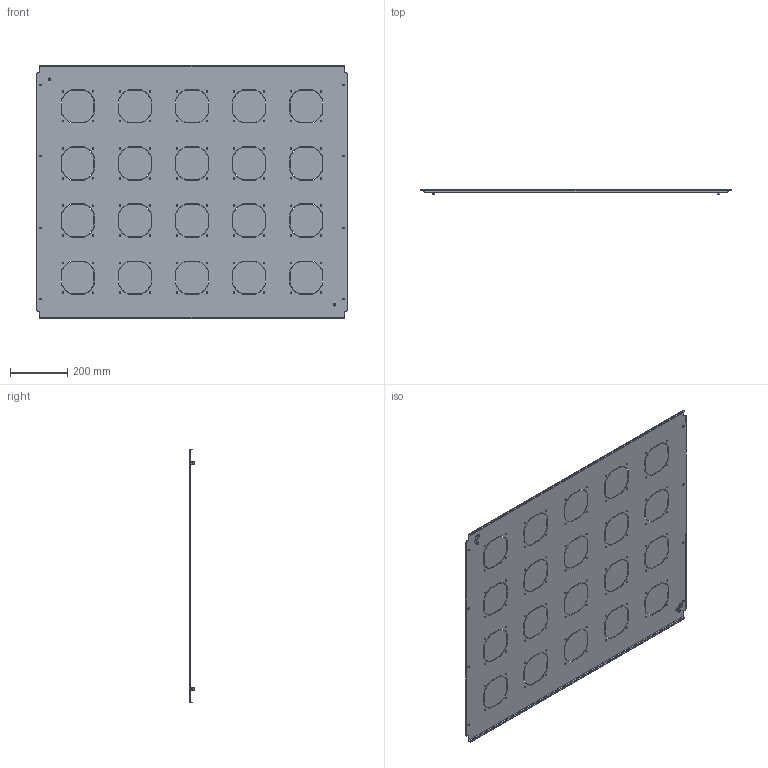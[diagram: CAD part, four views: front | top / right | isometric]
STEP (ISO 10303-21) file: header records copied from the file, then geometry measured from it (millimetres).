
FILE_DESCRIPTION (( 'STEP AP214' ), '1' );
FILE_NAME ('983.210.STEP', '2025-02-11T12:16:58', ( '' ), ( '' ), 'SwSTEP 2.0', 'SolidWorks 2021', '' );
FILE_SCHEMA (( 'AUTOMOTIVE_DESIGN' ));
Length unit declared in the file: millimetre
Products named in the file (4): 983.210; 983.210 眈翴錪; Çàêëåïêà ðåçüáîâàÿ Ì6 øåñòèãðàííàÿ ñ óìåíüøåííûì áîðòîì; Çíàê çàçåìëåíèÿ ô20ìì
Assembly tree (5 placements, depth 2):
  983.210
    983.210 眈翴錪
    Çíàê çàçåìëåíèÿ ô20ìì  x2
    Çàêëåïêà ðåçüáîâàÿ Ì6 øåñòèãðàííàÿ ñ óìåíüøåííûì áîðòîì  x2
Bounding box: 1090 x 16 x 890 mm (x, y, z)
Volume: 1458866.2 mm3; surface area: 1977128 mm2
Topology: 5 solids, 5 shells, 994 faces, 2884 edges, 1912 vertices
Faces by surface type: plane 610, cylinder 372, cone 12
Entity records: 32329 total; most frequent: CARTESIAN_POINT 5646, ORIENTED_EDGE 5520, DIRECTION 5378, EDGE_CURVE 2760, VECTOR 2026, LINE 2026, VERTEX_POINT 1832, AXIS2_PLACEMENT_3D 1676
